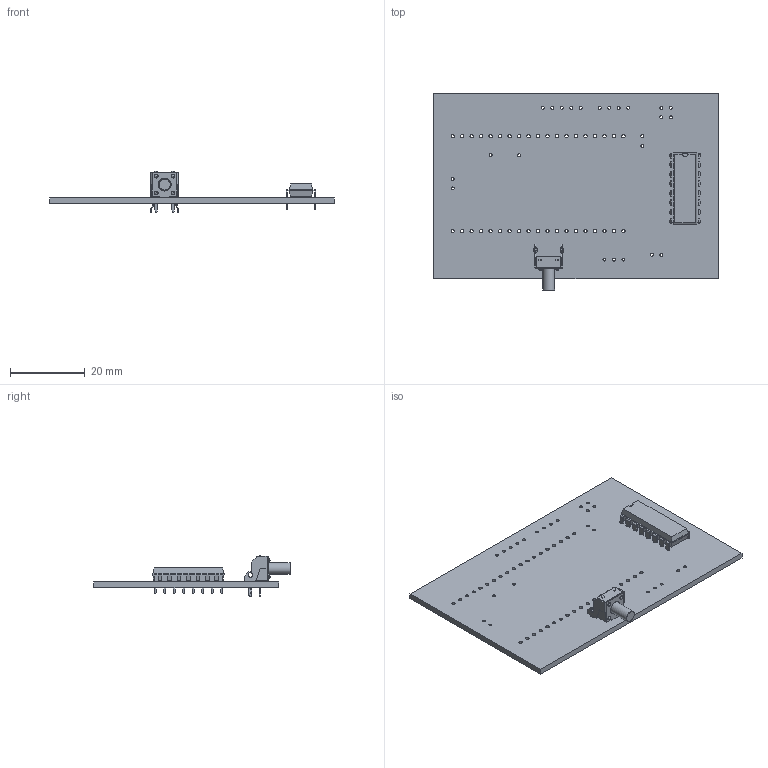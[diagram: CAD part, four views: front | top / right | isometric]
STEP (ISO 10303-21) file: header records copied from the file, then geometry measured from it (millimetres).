
FILE_DESCRIPTION(('KiCad electronic assembly'),'2;1');
FILE_NAME('pcb_v2.step','2022-11-28T13:15:45',('An Author'),('A Company' ),'Open CASCADE STEP processor 6.9','KiCad to STEP converter', 'Unknown');
FILE_SCHEMA(('AUTOMOTIVE_DESIGN { 1 0 10303 214 1 1 1 1 }'));
Length unit declared in the file: millimetre
Products named in the file (6): Open CASCADE STEP translator 6.9 1; SW_Tactile_SPST_Angled_PTS645Vx83-2LFS; SOLID; DIP-16_W7.62mm; COMPOUND
Assembly tree (5 placements, depth 3):
  Open CASCADE STEP translator 6.9 1
    SW_Tactile_SPST_Angled_PTS645Vx83-2LFS
      SOLID
    DIP-16_W7.62mm
      SOLID
    COMPOUND
Bounding box: 76.2 x 52.71 x 11 mm (x, y, z)
Volume: 6558.9 mm3; surface area: 9238.3 mm2
Topology: 3 solids, 3 shells, 508 faces, 1390 edges, 903 vertices
Faces by surface type: plane 318, cylinder 157, bspline 28, sphere 4, torus 1
Full cylindrical faces by diameter (mm): 0.8 x44, 0.9 x40, 1 x4, 1.2 x2, 3.14 x1, 3.5 x1
Entity records: 38932 total; most frequent: CARTESIAN_POINT 8195, DIRECTION 5113, LINE 3390, VECTOR 3390, ORIENTED_EDGE 2772, PCURVE 2772, DEFINITIONAL_REPRESENTATION 2772, EDGE_CURVE 1386
